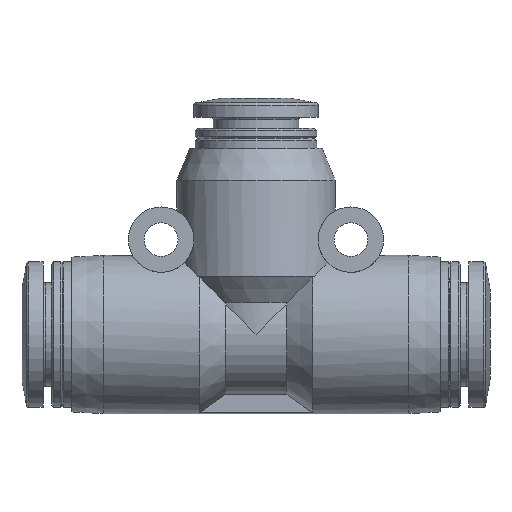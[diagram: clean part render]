
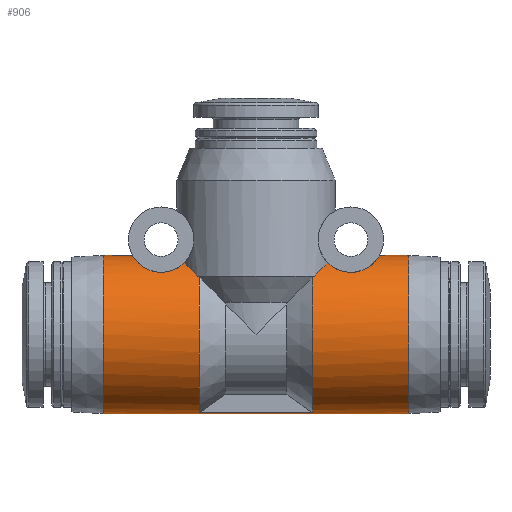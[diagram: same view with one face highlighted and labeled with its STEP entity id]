
A CAD part, front view. The second image highlights one B-rep face of the part: STEP entity #906.
In plain terms, the highlighted cylindrical face has radius 7.5 mm (diameter 15 mm), a full revolution.
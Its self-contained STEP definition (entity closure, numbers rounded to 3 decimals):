
#68=LINE('',#1575,#72);
#69=LINE('',#1607,#73);
#72=VECTOR('',#1181,1000.);
#73=VECTOR('',#1186,1000.);
#76=ELLIPSE('',#997,10.607,7.5);
#77=ELLIPSE('',#999,10.607,7.5);
#78=ELLIPSE('',#1000,10.607,7.5);
#79=ELLIPSE('',#1002,10.607,7.5);
#87=B_SPLINE_CURVE_WITH_KNOTS('',3,(#1551,#1552,#1553,#1554,#1555,#1556,
#1557,#1558,#1559,#1560,#1561,#1562,#1563,#1564,#1565,#1566,#1567),
 .UNSPECIFIED.,.F.,.F.,(4,1,1,1,1,1,1,1,1,1,1,1,1,1,4),(0.016,
0.017,0.018,0.019,0.02,
0.021,0.023,0.025,0.027,
0.028,0.029,0.031,0.032,
0.033,0.034),.UNSPECIFIED.);
#88=B_SPLINE_CURVE_WITH_KNOTS('',3,(#1568,#1569,#1570,#1571),
 .UNSPECIFIED.,.F.,.F.,(4,4),(0.001,0.001),
 .UNSPECIFIED.);
#89=B_SPLINE_CURVE_WITH_KNOTS('',3,(#1579,#1580,#1581,#1582),
 .UNSPECIFIED.,.F.,.F.,(4,4),(0.001,0.001),
 .UNSPECIFIED.);
#90=B_SPLINE_CURVE_WITH_KNOTS('',3,(#1583,#1584,#1585,#1586,#1587,#1588,
#1589,#1590,#1591,#1592,#1593,#1594,#1595,#1596,#1597,#1598,#1599),
 .UNSPECIFIED.,.F.,.F.,(4,1,1,1,1,1,1,1,1,1,1,1,1,1,4),(0.003,
0.004,0.006,0.007,0.008,
0.009,0.01,0.012,0.015,
0.016,0.017,0.018,0.019,
0.02,0.022),.UNSPECIFIED.);
#91=B_SPLINE_CURVE_WITH_KNOTS('',3,(#1600,#1601,#1602,#1603),
 .UNSPECIFIED.,.F.,.F.,(4,4),(0.,0.),
 .UNSPECIFIED.);
#92=B_SPLINE_CURVE_WITH_KNOTS('',3,(#1611,#1612,#1613,#1614),
 .UNSPECIFIED.,.F.,.F.,(4,4),(0.,0.),
 .UNSPECIFIED.);
#117=ORIENTED_EDGE('',*,*,#331,.F.);
#118=ORIENTED_EDGE('',*,*,#332,.T.);
#119=ORIENTED_EDGE('',*,*,#333,.F.);
#120=ORIENTED_EDGE('',*,*,#330,.T.);
#121=ORIENTED_EDGE('',*,*,#334,.T.);
#122=ORIENTED_EDGE('',*,*,#335,.F.);
#123=ORIENTED_EDGE('',*,*,#336,.F.);
#124=ORIENTED_EDGE('',*,*,#337,.T.);
#125=ORIENTED_EDGE('',*,*,#338,.F.);
#126=ORIENTED_EDGE('',*,*,#328,.F.);
#127=ORIENTED_EDGE('',*,*,#339,.F.);
#128=ORIENTED_EDGE('',*,*,#326,.F.);
#129=ORIENTED_EDGE('',*,*,#340,.F.);
#130=ORIENTED_EDGE('',*,*,#341,.T.);
#131=ORIENTED_EDGE('',*,*,#342,.T.);
#132=ORIENTED_EDGE('',*,*,#343,.F.);
#133=ORIENTED_EDGE('',*,*,#344,.T.);
#134=ORIENTED_EDGE('',*,*,#324,.T.);
#324=EDGE_CURVE('',#432,#430,#76,.F.);
#326=EDGE_CURVE('',#433,#434,#77,.F.);
#328=EDGE_CURVE('',#435,#436,#78,.F.);
#330=EDGE_CURVE('',#431,#437,#79,.F.);
#331=EDGE_CURVE('',#438,#438,#524,.T.);
#332=EDGE_CURVE('',#439,#439,#525,.T.);
#333=EDGE_CURVE('',#431,#430,#87,.T.);
#334=EDGE_CURVE('',#437,#440,#88,.T.);
#335=EDGE_CURVE('',#441,#440,#526,.T.);
#336=EDGE_CURVE('',#442,#441,#68,.T.);
#337=EDGE_CURVE('',#442,#443,#527,.T.);
#338=EDGE_CURVE('',#436,#443,#89,.T.);
#339=EDGE_CURVE('',#434,#435,#90,.T.);
#340=EDGE_CURVE('',#444,#433,#91,.T.);
#341=EDGE_CURVE('',#444,#445,#528,.T.);
#342=EDGE_CURVE('',#445,#446,#69,.T.);
#343=EDGE_CURVE('',#447,#446,#529,.T.);
#344=EDGE_CURVE('',#447,#432,#92,.T.);
#430=VERTEX_POINT('',#1515);
#431=VERTEX_POINT('',#1516);
#432=VERTEX_POINT('',#1518);
#433=VERTEX_POINT('',#1520);
#434=VERTEX_POINT('',#1522);
#435=VERTEX_POINT('',#1540);
#436=VERTEX_POINT('',#1542);
#437=VERTEX_POINT('',#1544);
#438=VERTEX_POINT('',#1548);
#439=VERTEX_POINT('',#1550);
#440=VERTEX_POINT('',#1572);
#441=VERTEX_POINT('',#1574);
#442=VERTEX_POINT('',#1576);
#443=VERTEX_POINT('',#1578);
#444=VERTEX_POINT('',#1604);
#445=VERTEX_POINT('',#1606);
#446=VERTEX_POINT('',#1608);
#447=VERTEX_POINT('',#1610);
#524=CIRCLE('',#1004,7.5);
#525=CIRCLE('',#1005,7.5);
#526=CIRCLE('',#1006,7.5);
#527=CIRCLE('',#1007,7.5);
#528=CIRCLE('',#1008,7.5);
#529=CIRCLE('',#1009,7.5);
#598=EDGE_LOOP('',(#117));
#599=EDGE_LOOP('',(#118));
#600=EDGE_LOOP('',(#119,#120,#121,#122,#123,#124,#125,#126,#127,#128,#129,
#130,#131,#132,#133,#134));
#740=FACE_BOUND('',#598,.T.);
#741=FACE_BOUND('',#599,.T.);
#742=FACE_BOUND('',#600,.T.);
#879=CYLINDRICAL_SURFACE('',#1003,7.5);
#906=ADVANCED_FACE('',(#740,#741,#742),#879,.T.);
#997=AXIS2_PLACEMENT_3D('',#1517,#1161,#1162);
#999=AXIS2_PLACEMENT_3D('',#1521,#1165,#1166);
#1000=AXIS2_PLACEMENT_3D('',#1541,#1167,#1168);
#1002=AXIS2_PLACEMENT_3D('',#1545,#1171,#1172);
#1003=AXIS2_PLACEMENT_3D('',#1546,#1173,#1174);
#1004=AXIS2_PLACEMENT_3D('',#1547,#1175,#1176);
#1005=AXIS2_PLACEMENT_3D('',#1549,#1177,#1178);
#1006=AXIS2_PLACEMENT_3D('',#1573,#1179,#1180);
#1007=AXIS2_PLACEMENT_3D('',#1577,#1182,#1183);
#1008=AXIS2_PLACEMENT_3D('',#1605,#1184,#1185);
#1009=AXIS2_PLACEMENT_3D('',#1609,#1187,#1188);
#1161=DIRECTION('',(0.707,0.,0.707));
#1162=DIRECTION('',(-0.707,0.,0.707));
#1165=DIRECTION('',(0.707,0.,-0.707));
#1166=DIRECTION('',(0.707,0.,0.707));
#1167=DIRECTION('',(0.707,0.,-0.707));
#1168=DIRECTION('',(0.707,0.,0.707));
#1171=DIRECTION('',(0.707,0.,0.707));
#1172=DIRECTION('',(-0.707,0.,0.707));
#1173=DIRECTION('',(1.,0.,0.));
#1174=DIRECTION('',(0.,0.,-1.));
#1175=DIRECTION('',(1.,0.,0.));
#1176=DIRECTION('',(0.,0.,-1.));
#1177=DIRECTION('',(1.,0.,0.));
#1178=DIRECTION('',(0.,0.,-1.));
#1179=DIRECTION('',(1.,0.,0.));
#1180=DIRECTION('',(0.,0.,-1.));
#1181=DIRECTION('',(-1.,0.,0.));
#1182=DIRECTION('',(1.,0.,0.));
#1183=DIRECTION('',(0.,0.,-1.));
#1184=DIRECTION('',(1.,0.,0.));
#1185=DIRECTION('',(0.,0.,-1.));
#1186=DIRECTION('',(-1.,0.,0.));
#1187=DIRECTION('',(1.,0.,0.));
#1188=DIRECTION('',(0.,0.,-1.));
#1515=CARTESIAN_POINT('',(-6.808,-3.147,6.808));
#1516=CARTESIAN_POINT('',(-6.808,3.147,6.808));
#1517=CARTESIAN_POINT('',(0.,0.,0.));
#1518=CARTESIAN_POINT('',(-5.55,-5.045,5.55));
#1520=CARTESIAN_POINT('',(5.55,-5.045,5.55));
#1521=CARTESIAN_POINT('',(0.,0.,0.));
#1522=CARTESIAN_POINT('',(6.808,-3.147,6.808));
#1540=CARTESIAN_POINT('',(6.808,3.147,6.808));
#1541=CARTESIAN_POINT('',(0.,0.,0.));
#1542=CARTESIAN_POINT('',(5.55,5.045,5.55));
#1544=CARTESIAN_POINT('',(-5.55,5.045,5.55));
#1545=CARTESIAN_POINT('',(0.,0.,0.));
#1546=CARTESIAN_POINT('',(22.2,0.,0.));
#1547=CARTESIAN_POINT('',(14.5,0.,0.));
#1548=CARTESIAN_POINT('',(14.5,0.,-7.5));
#1549=CARTESIAN_POINT('',(-14.5,0.,0.));
#1550=CARTESIAN_POINT('',(-14.5,0.,-7.5));
#1551=CARTESIAN_POINT('',(-6.808,3.147,6.808));
#1552=CARTESIAN_POINT('',(-6.957,3.469,6.659));
#1553=CARTESIAN_POINT('',(-7.346,4.063,6.326));
#1554=CARTESIAN_POINT('',(-8.317,4.632,5.902));
#1555=CARTESIAN_POINT('',(-9.53,4.67,5.87));
#1556=CARTESIAN_POINT('',(-10.553,4.159,6.261));
#1557=CARTESIAN_POINT('',(-11.18,3.299,6.764));
#1558=CARTESIAN_POINT('',(-11.632,1.923,7.318));
#1559=CARTESIAN_POINT('',(-11.767,-0.011,7.622));
#1560=CARTESIAN_POINT('',(-11.631,-1.925,7.317));
#1561=CARTESIAN_POINT('',(-11.18,-3.301,6.763));
#1562=CARTESIAN_POINT('',(-10.549,-4.161,6.26));
#1563=CARTESIAN_POINT('',(-9.535,-4.669,5.871));
#1564=CARTESIAN_POINT('',(-8.317,-4.633,5.901));
#1565=CARTESIAN_POINT('',(-7.346,-4.062,6.326));
#1566=CARTESIAN_POINT('',(-6.958,-3.471,6.658));
#1567=CARTESIAN_POINT('',(-6.808,-3.147,6.808));
#1568=CARTESIAN_POINT('',(-5.55,5.045,5.55));
#1569=CARTESIAN_POINT('',(-5.5,5.073,5.524));
#1570=CARTESIAN_POINT('',(-5.45,5.1,5.499));
#1571=CARTESIAN_POINT('',(-5.4,5.127,5.474));
#1572=CARTESIAN_POINT('',(-5.4,5.127,5.474));
#1573=CARTESIAN_POINT('',(-5.4,0.,0.));
#1574=CARTESIAN_POINT('',(-5.4,1.,-7.433));
#1575=CARTESIAN_POINT('',(5.4,1.,-7.433));
#1576=CARTESIAN_POINT('',(5.4,1.,-7.433));
#1577=CARTESIAN_POINT('',(5.4,0.,0.));
#1578=CARTESIAN_POINT('',(5.4,5.127,5.474));
#1579=CARTESIAN_POINT('',(5.55,5.045,5.55));
#1580=CARTESIAN_POINT('',(5.5,5.073,5.524));
#1581=CARTESIAN_POINT('',(5.45,5.1,5.499));
#1582=CARTESIAN_POINT('',(5.4,5.127,5.474));
#1583=CARTESIAN_POINT('',(6.808,-3.147,6.808));
#1584=CARTESIAN_POINT('',(6.957,-3.47,6.659));
#1585=CARTESIAN_POINT('',(7.346,-4.063,6.326));
#1586=CARTESIAN_POINT('',(8.315,-4.631,5.903));
#1587=CARTESIAN_POINT('',(9.529,-4.67,5.869));
#1588=CARTESIAN_POINT('',(10.551,-4.16,6.261));
#1589=CARTESIAN_POINT('',(11.18,-3.299,6.764));
#1590=CARTESIAN_POINT('',(11.631,-1.925,7.317));
#1591=CARTESIAN_POINT('',(11.767,-0.002,7.621));
#1592=CARTESIAN_POINT('',(11.632,1.916,7.32));
#1593=CARTESIAN_POINT('',(11.182,3.297,6.765));
#1594=CARTESIAN_POINT('',(10.553,4.158,6.262));
#1595=CARTESIAN_POINT('',(9.537,4.669,5.871));
#1596=CARTESIAN_POINT('',(8.319,4.633,5.901));
#1597=CARTESIAN_POINT('',(7.346,4.062,6.326));
#1598=CARTESIAN_POINT('',(6.958,3.472,6.658));
#1599=CARTESIAN_POINT('',(6.808,3.147,6.808));
#1600=CARTESIAN_POINT('',(5.4,-5.127,5.474));
#1601=CARTESIAN_POINT('',(5.45,-5.1,5.499));
#1602=CARTESIAN_POINT('',(5.5,-5.073,5.524));
#1603=CARTESIAN_POINT('',(5.55,-5.045,5.55));
#1604=CARTESIAN_POINT('',(5.4,-5.127,5.474));
#1605=CARTESIAN_POINT('',(5.4,0.,0.));
#1606=CARTESIAN_POINT('',(5.4,-1.,-7.433));
#1607=CARTESIAN_POINT('',(5.4,-1.,-7.433));
#1608=CARTESIAN_POINT('',(-5.4,-1.,-7.433));
#1609=CARTESIAN_POINT('',(-5.4,0.,0.));
#1610=CARTESIAN_POINT('',(-5.4,-5.127,5.474));
#1611=CARTESIAN_POINT('',(-5.4,-5.127,5.474));
#1612=CARTESIAN_POINT('',(-5.45,-5.1,5.499));
#1613=CARTESIAN_POINT('',(-5.5,-5.073,5.524));
#1614=CARTESIAN_POINT('',(-5.55,-5.045,5.55));
